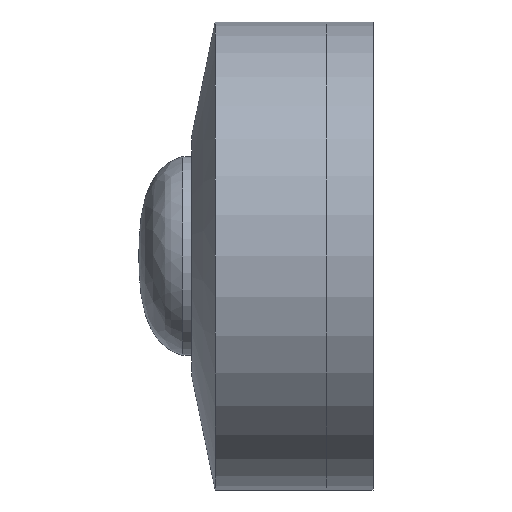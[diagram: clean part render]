
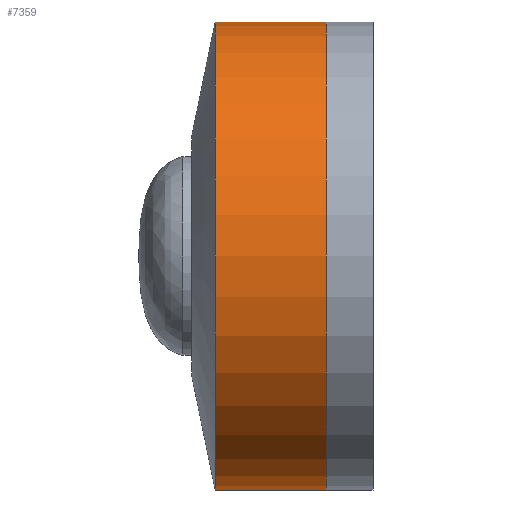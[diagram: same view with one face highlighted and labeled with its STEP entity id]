
A CAD part, left-side view. The second image highlights one B-rep face of the part: STEP entity #7359.
In plain terms, the highlighted cylindrical face has radius 40 mm (diameter 80 mm), a partial arc.
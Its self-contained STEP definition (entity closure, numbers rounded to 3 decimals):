
#30 = AXIS2_PLACEMENT_3D ( 'NONE', #7065, #4596, #2207 ) ;
#78 = CARTESIAN_POINT ( 'NONE',  ( 0., 8., 40. ) ) ;
#138 = DIRECTION ( 'NONE',  ( 0., -1., 0. ) ) ;
#148 = CYLINDRICAL_SURFACE ( 'NONE', #30, 40. ) ;
#1280 = ORIENTED_EDGE ( 'NONE', *, *, #4071, .T. ) ;
#1713 = FACE_OUTER_BOUND ( 'NONE', #5911, .T. ) ;
#1771 = VECTOR ( 'NONE', #138, 1000. ) ;
#1970 = LINE ( 'NONE', #6759, #1771 ) ;
#2084 = LINE ( 'NONE', #2359, #3098 ) ;
#2143 = DIRECTION ( 'NONE',  ( 0., 1., 0. ) ) ;
#2207 = DIRECTION ( 'NONE',  ( 0., 0., -1. ) ) ;
#2256 = CARTESIAN_POINT ( 'NONE',  ( 0., 8., -40. ) ) ;
#2359 = CARTESIAN_POINT ( 'NONE',  ( 0., 27., -40. ) ) ;
#2577 = EDGE_CURVE ( 'NONE', #4752, #7280, #3089, .T. ) ;
#2667 = CARTESIAN_POINT ( 'NONE',  ( 0., 27., -40. ) ) ;
#2728 = AXIS2_PLACEMENT_3D ( 'NONE', #4526, #2143, #2739 ) ;
#2739 = DIRECTION ( 'NONE',  ( 0., 0., -1. ) ) ;
#3089 = CIRCLE ( 'NONE', #2728, 40. ) ;
#3098 = VECTOR ( 'NONE', #4742, 1000. ) ;
#3537 = ORIENTED_EDGE ( 'NONE', *, *, #5220, .F. ) ;
#3941 = EDGE_CURVE ( 'NONE', #4291, #5730, #4608, .T. ) ;
#4008 = CARTESIAN_POINT ( 'NONE',  ( 0., 27., 40. ) ) ;
#4034 = DIRECTION ( 'NONE',  ( 0., 0., 1. ) ) ;
#4044 = ORIENTED_EDGE ( 'NONE', *, *, #3941, .T. ) ;
#4071 = EDGE_CURVE ( 'NONE', #4752, #4291, #2084, .T. ) ;
#4291 = VERTEX_POINT ( 'NONE', #2256 ) ;
#4526 = CARTESIAN_POINT ( 'NONE',  ( 0., 27., 0. ) ) ;
#4596 = DIRECTION ( 'NONE',  ( 0., -1., 0. ) ) ;
#4608 = CIRCLE ( 'NONE', #6762, 40. ) ;
#4742 = DIRECTION ( 'NONE',  ( 0., -1., 0. ) ) ;
#4752 = VERTEX_POINT ( 'NONE', #2667 ) ;
#5220 = EDGE_CURVE ( 'NONE', #7280, #5730, #1970, .T. ) ;
#5730 = VERTEX_POINT ( 'NONE', #78 ) ;
#5848 = DIRECTION ( 'NONE',  ( 0., 1., 0. ) ) ;
#5911 = EDGE_LOOP ( 'NONE', ( #3537, #6598, #1280, #4044 ) ) ;
#6598 = ORIENTED_EDGE ( 'NONE', *, *, #2577, .F. ) ;
#6759 = CARTESIAN_POINT ( 'NONE',  ( 0., 27., 40. ) ) ;
#6762 = AXIS2_PLACEMENT_3D ( 'NONE', #7694, #5848, #4034 ) ;
#7065 = CARTESIAN_POINT ( 'NONE',  ( 0., 27., 0. ) ) ;
#7280 = VERTEX_POINT ( 'NONE', #4008 ) ;
#7359 = ADVANCED_FACE ( 'NONE', ( #1713 ), #148, .T. ) ;
#7694 = CARTESIAN_POINT ( 'NONE',  ( 0., 8., 0. ) ) ;
